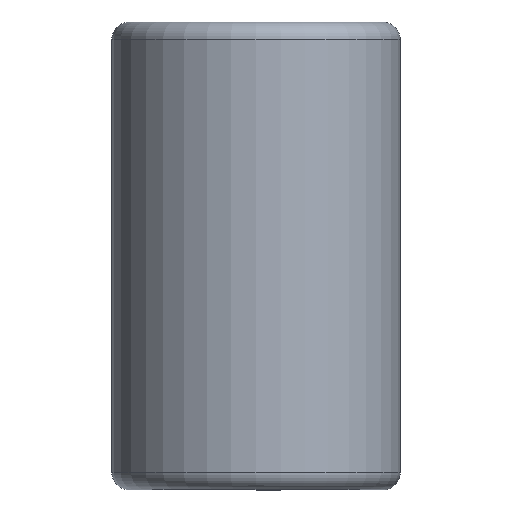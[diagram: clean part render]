
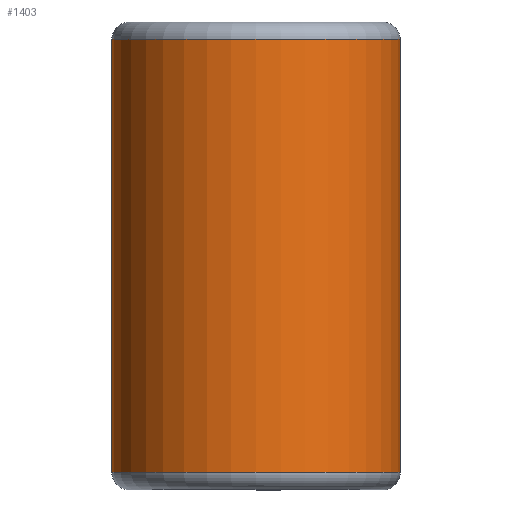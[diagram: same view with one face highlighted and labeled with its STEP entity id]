
A CAD part, top view. The second image highlights one B-rep face of the part: STEP entity #1403.
In plain terms, the highlighted cylindrical face has radius 6.363 mm (diameter 12.725 mm), a partial arc.
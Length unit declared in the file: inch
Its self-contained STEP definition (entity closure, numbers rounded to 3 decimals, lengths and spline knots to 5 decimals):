
#19 = CARTESIAN_POINT ( 'NONE',  ( 0., 0.37625, -0.2505 ) ) ;
#127 = CARTESIAN_POINT ( 'NONE',  ( 0.2505, -0.37625, 0. ) ) ;
#129 = CARTESIAN_POINT ( 'NONE',  ( 0., 0.37625, 0. ) ) ;
#313 = DIRECTION ( 'NONE',  ( 0., 0., -1. ) ) ;
#359 = EDGE_CURVE ( 'NONE', #1102, #1750, #2062, .T. ) ;
#599 = AXIS2_PLACEMENT_3D ( 'NONE', #129, #1409, #313 ) ;
#601 = CIRCLE ( 'NONE', #599, 0.2505 ) ;
#617 = LINE ( 'NONE', #19, #2016 ) ;
#678 = EDGE_CURVE ( 'NONE', #869, #1816, #601, .T. ) ;
#869 = VERTEX_POINT ( 'NONE', #1617 ) ;
#1102 = VERTEX_POINT ( 'NONE', #127 ) ;
#1136 = DIRECTION ( 'NONE',  ( 0., 0., -1. ) ) ;
#1289 = CARTESIAN_POINT ( 'NONE',  ( 0.2505, 0.37625, 0. ) ) ;
#1304 = CARTESIAN_POINT ( 'NONE',  ( 0., 0.375, 0. ) ) ;
#1309 = DIRECTION ( 'NONE',  ( 0., -1., 0. ) ) ;
#1317 = VECTOR ( 'NONE', #2194, 39.37008 ) ;
#1366 = DIRECTION ( 'NONE',  ( 0., 0., -1. ) ) ;
#1403 = ADVANCED_FACE ( 'NONE', ( #1421 ), #1673, .T. ) ;
#1409 = DIRECTION ( 'NONE',  ( 0., -1., 0. ) ) ;
#1421 = FACE_OUTER_BOUND ( 'NONE', #2205, .T. ) ;
#1426 = AXIS2_PLACEMENT_3D ( 'NONE', #2355, #2175, #1366 ) ;
#1432 = ORIENTED_EDGE ( 'NONE', *, *, #359, .F. ) ;
#1488 = ORIENTED_EDGE ( 'NONE', *, *, #1771, .F. ) ;
#1617 = CARTESIAN_POINT ( 'NONE',  ( 0.2505, 0.37625, 0. ) ) ;
#1656 = CARTESIAN_POINT ( 'NONE',  ( 0., -0.37625, -0.2505 ) ) ;
#1673 = CYLINDRICAL_SURFACE ( 'NONE', #1897, 0.2505 ) ;
#1688 = CARTESIAN_POINT ( 'NONE',  ( 0., 0.37625, -0.2505 ) ) ;
#1750 = VERTEX_POINT ( 'NONE', #1656 ) ;
#1771 = EDGE_CURVE ( 'NONE', #1750, #1816, #617, .T. ) ;
#1816 = VERTEX_POINT ( 'NONE', #1688 ) ;
#1897 = AXIS2_PLACEMENT_3D ( 'NONE', #1304, #1309, #1136 ) ;
#1947 = EDGE_CURVE ( 'NONE', #1102, #869, #2279, .T. ) ;
#1969 = ORIENTED_EDGE ( 'NONE', *, *, #678, .T. ) ;
#2016 = VECTOR ( 'NONE', #2025, 39.37008 ) ;
#2025 = DIRECTION ( 'NONE',  ( 0., 1., 0. ) ) ;
#2031 = ORIENTED_EDGE ( 'NONE', *, *, #1947, .T. ) ;
#2062 = CIRCLE ( 'NONE', #1426, 0.2505 ) ;
#2175 = DIRECTION ( 'NONE',  ( 0., -1., 0. ) ) ;
#2194 = DIRECTION ( 'NONE',  ( 0., 1., 0. ) ) ;
#2205 = EDGE_LOOP ( 'NONE', ( #2031, #1969, #1488, #1432 ) ) ;
#2279 = LINE ( 'NONE', #1289, #1317 ) ;
#2355 = CARTESIAN_POINT ( 'NONE',  ( 0., -0.37625, 0. ) ) ;
